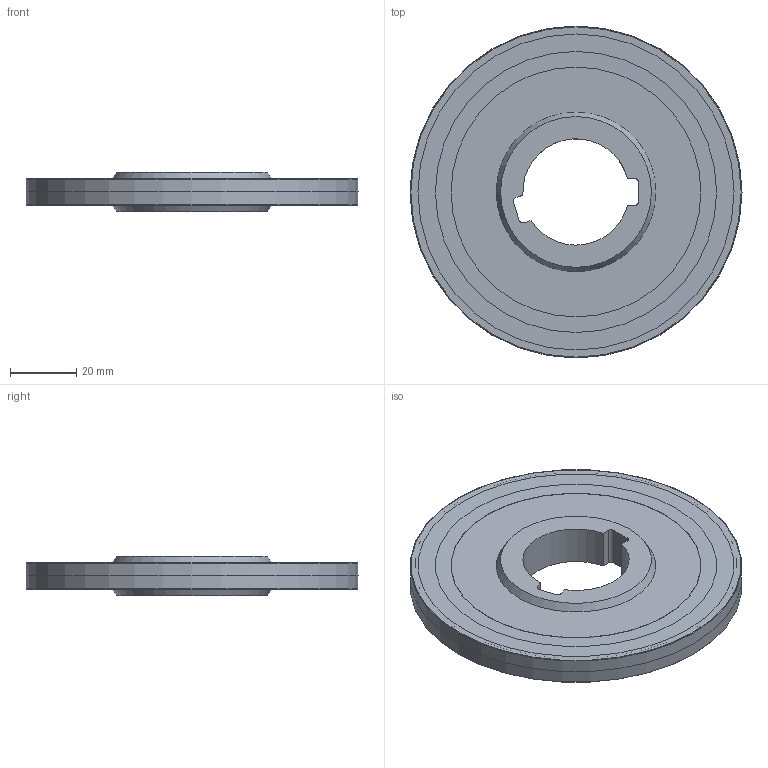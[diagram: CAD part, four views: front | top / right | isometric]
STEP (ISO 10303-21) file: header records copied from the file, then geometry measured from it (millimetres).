
FILE_DESCRIPTION(/* description */ (''),/* implementation_level */ '2;1');
FILE_NAME(/* name */ '100G10N_S90SN12N8_SIM.stp',/* time_stamp */ '2019-12-19T10:56:36+01:00',/* author */ (''),/* organization */ (''),/* preprocessor_version */ 'ST-DEVELOPER v16.7',/* originating_system */ 'SIEMENS PLM Software NX 12.0',/* authorisation */ '');
FILE_SCHEMA (('AUTOMOTIVE_DESIGN { 1 0 10303 214 3 1 1 1 }'));
Length unit declared in the file: millimetre
Products named in the file (1): pp0709A04D27r2v2
Bounding box: 99.88 x 99.88 x 12 mm (x, y, z)
Volume: 78921.9 mm3; surface area: 28125.6 mm2
Topology: 2 solids, 2 shells, 41 faces, 89 edges, 52 vertices
Faces by surface type: revolution 18, plane 10, cylinder 7, cone 6
Full cylindrical faces by diameter (mm): 97 x1
Entity records: 1143 total; most frequent: CARTESIAN_POINT 272, DIRECTION 170, ORIENTED_EDGE 128, EDGE_LOOP 70, EDGE_CURVE 64, AXIS2_PLACEMENT_3D 64, FACE_BOUND 58, VERTEX_POINT 52
